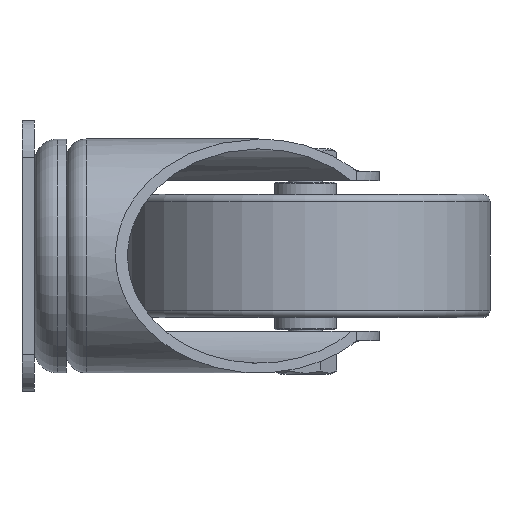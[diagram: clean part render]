
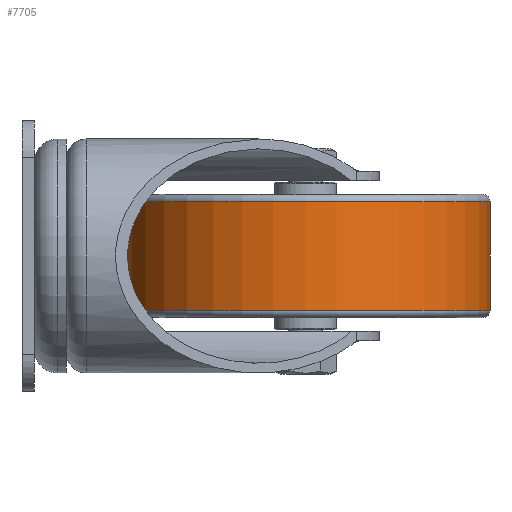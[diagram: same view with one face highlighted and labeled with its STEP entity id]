
A CAD part, left-side view. The second image highlights one B-rep face of the part: STEP entity #7705.
In plain terms, the highlighted cylindrical face has radius 75 mm (diameter 150 mm), a full revolution.
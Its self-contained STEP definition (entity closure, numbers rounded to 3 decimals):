
#130 = DIRECTION ( 'NONE',  ( 0., 0., -1. ) ) ;
#465 = CYLINDRICAL_SURFACE ( 'NONE', #7048, 75. ) ;
#906 = CARTESIAN_POINT ( 'NONE',  ( 56., -115., 22. ) ) ;
#995 = FACE_OUTER_BOUND ( 'NONE', #4900, .T. ) ;
#1094 = FACE_OUTER_BOUND ( 'NONE', #6253, .T. ) ;
#1330 = CIRCLE ( 'NONE', #4122, 75. ) ;
#1599 = DIRECTION ( 'NONE',  ( -1., 0., 0. ) ) ;
#2498 = DIRECTION ( 'NONE',  ( 0., 0., 1. ) ) ;
#2612 = CARTESIAN_POINT ( 'NONE',  ( -19., -115., 22. ) ) ;
#2833 = ORIENTED_EDGE ( 'NONE', *, *, #4945, .T. ) ;
#4122 = AXIS2_PLACEMENT_3D ( 'NONE', #6401, #2498, #7077 ) ;
#4189 = AXIS2_PLACEMENT_3D ( 'NONE', #906, #5571, #1599 ) ;
#4900 = EDGE_LOOP ( 'NONE', ( #2833 ) ) ;
#4945 = EDGE_CURVE ( 'NONE', #5842, #5842, #6854, .T. ) ;
#5499 = DIRECTION ( 'NONE',  ( -1., 0., 0. ) ) ;
#5571 = DIRECTION ( 'NONE',  ( 0., 0., -1. ) ) ;
#5842 = VERTEX_POINT ( 'NONE', #2612 ) ;
#6102 = CARTESIAN_POINT ( 'NONE',  ( 56., -115., -37.057 ) ) ;
#6182 = EDGE_CURVE ( 'NONE', #8557, #8557, #1330, .T. ) ;
#6253 = EDGE_LOOP ( 'NONE', ( #7065 ) ) ;
#6401 = CARTESIAN_POINT ( 'NONE',  ( 56., -115., -22. ) ) ;
#6854 = CIRCLE ( 'NONE', #4189, 75. ) ;
#7048 = AXIS2_PLACEMENT_3D ( 'NONE', #6102, #130, #5499 ) ;
#7065 = ORIENTED_EDGE ( 'NONE', *, *, #6182, .T. ) ;
#7077 = DIRECTION ( 'NONE',  ( 1., 0., 0. ) ) ;
#7705 = ADVANCED_FACE ( 'NONE', ( #995, #1094 ), #465, .T. ) ;
#8557 = VERTEX_POINT ( 'NONE', #8585 ) ;
#8585 = CARTESIAN_POINT ( 'NONE',  ( 131., -115., -22. ) ) ;
